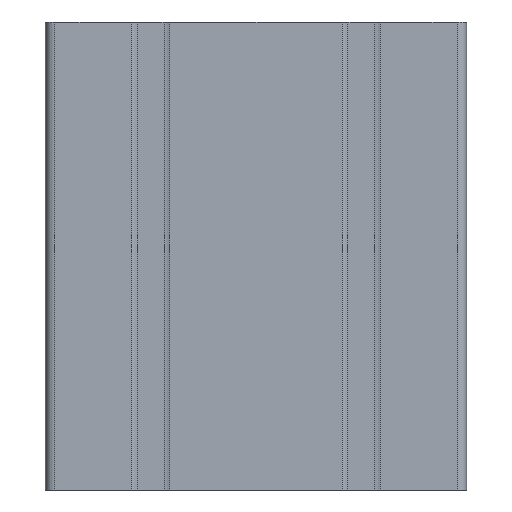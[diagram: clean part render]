
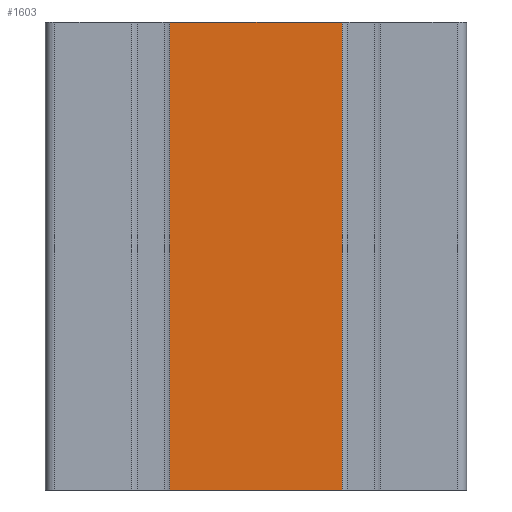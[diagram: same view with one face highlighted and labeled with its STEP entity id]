
A CAD part, front view. The second image highlights one B-rep face of the part: STEP entity #1603.
In plain terms, the highlighted planar face has unit normal (0, -1, 0).
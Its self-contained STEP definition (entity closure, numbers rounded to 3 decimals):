
#801=CARTESIAN_POINT('',(18.4,-22.5,0.0));
#802=VERTEX_POINT('',#801);
#809=CARTESIAN_POINT('',(-18.4,-22.5,0.0));
#810=VERTEX_POINT('',#809);
#811=CARTESIAN_POINT('',(18.4,-22.5,0.0));
#812=DIRECTION('',(-1.0,0.0,0.0));
#813=VECTOR('',#812,36.8);
#814=LINE('',#811,#813);
#815=EDGE_CURVE('',#802,#810,#814,.T.);
#1338=CARTESIAN_POINT('',(-18.4,-22.5,100.0));
#1339=VERTEX_POINT('',#1338);
#1353=CARTESIAN_POINT('',(-18.4,-22.5,100.0));
#1354=DIRECTION('',(0.0,0.0,-1.0));
#1355=VECTOR('',#1354,100.0);
#1356=LINE('',#1353,#1355);
#1357=EDGE_CURVE('',#1339,#810,#1356,.T.);
#1580=CARTESIAN_POINT('',(-26.6,-22.5,0.0));
#1581=DIRECTION('',(0.0,-1.0,0.0));
#1582=DIRECTION('',(0.0,0.0,-1.0));
#1583=AXIS2_PLACEMENT_3D('',#1580,#1581,#1582);
#1584=PLANE('',#1583);
#1585=ORIENTED_EDGE('',*,*,#1357,.T.);
#1586=ORIENTED_EDGE('',*,*,#815,.F.);
#1587=CARTESIAN_POINT('',(18.4,-22.5,100.0));
#1588=VERTEX_POINT('',#1587);
#1589=CARTESIAN_POINT('',(18.4,-22.5,0.0));
#1590=DIRECTION('',(0.0,0.0,1.0));
#1591=VECTOR('',#1590,100.0);
#1592=LINE('',#1589,#1591);
#1593=EDGE_CURVE('',#802,#1588,#1592,.T.);
#1594=ORIENTED_EDGE('',*,*,#1593,.T.);
#1595=CARTESIAN_POINT('',(18.4,-22.5,100.0));
#1596=DIRECTION('',(-1.0,0.0,0.0));
#1597=VECTOR('',#1596,36.8);
#1598=LINE('',#1595,#1597);
#1599=EDGE_CURVE('',#1588,#1339,#1598,.T.);
#1600=ORIENTED_EDGE('',*,*,#1599,.T.);
#1601=EDGE_LOOP('',(#1585,#1586,#1594,#1600));
#1602=FACE_OUTER_BOUND('',#1601,.T.);
#1603=ADVANCED_FACE('',(#1602),#1584,.T.);
